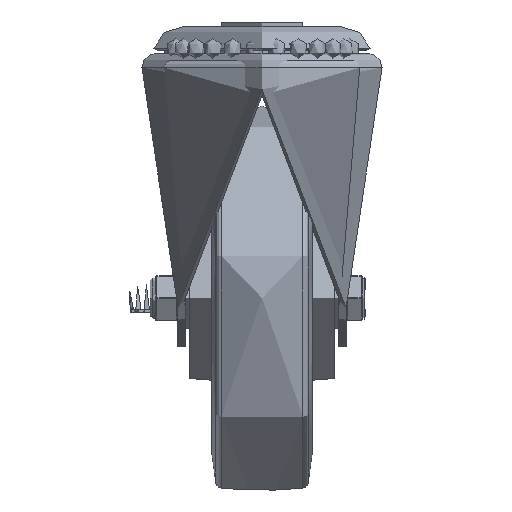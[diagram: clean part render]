
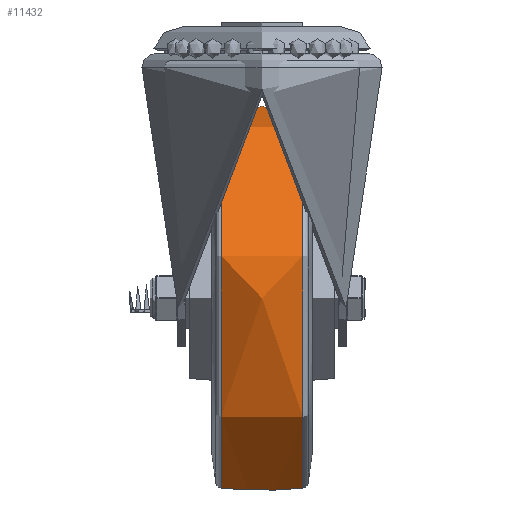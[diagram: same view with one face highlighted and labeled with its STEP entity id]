
A CAD part, left-side view. The second image highlights one B-rep face of the part: STEP entity #11432.
In plain terms, the highlighted free-form (B-spline) face has degree [2, 2] with [3, 9] control points.
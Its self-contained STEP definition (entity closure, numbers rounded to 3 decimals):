
#29=(
BOUNDED_SURFACE()
B_SPLINE_SURFACE(2,2,((#17326,#17327,#17328,#17329,#17330,#17331,#17332,
#17333,#17334),(#17335,#17336,#17337,#17338,#17339,#17340,#17341,#17342,
#17343),(#17344,#17345,#17346,#17347,#17348,#17349,#17350,#17351,#17352)),
 .UNSPECIFIED.,.F.,.T.,.F.)
B_SPLINE_SURFACE_WITH_KNOTS((3,3),(3,2,2,2,3),(-0.094,0.094),
(-3.142,-1.571,0.,1.571,3.142),
 .UNSPECIFIED.)
GEOMETRIC_REPRESENTATION_ITEM()
RATIONAL_B_SPLINE_SURFACE(((1.,0.707,1.,0.707,1.,
0.707,1.,0.707,1.),(0.996,0.704,
0.996,0.704,0.996,0.704,
0.996,0.704,0.996),(1.,0.707,
1.,0.707,1.,0.707,1.,0.707,1.)))
REPRESENTATION_ITEM('')
SURFACE()
);
#2693=FACE_OUTER_BOUND('',#3402,.T.);
#3402=EDGE_LOOP('',(#8248,#8249,#8250,#8251));
#4193=CIRCLE('',#12449,79.199);
#4194=CIRCLE('',#12450,181.);
#4195=CIRCLE('',#12451,79.199);
#5187=VERTEX_POINT('',#17353);
#5188=VERTEX_POINT('',#17355);
#6368=EDGE_CURVE('',#5187,#5187,#4193,.T.);
#6369=EDGE_CURVE('',#5187,#5188,#4194,.T.);
#6370=EDGE_CURVE('',#5188,#5188,#4195,.T.);
#8248=ORIENTED_EDGE('',*,*,#6368,.F.);
#8249=ORIENTED_EDGE('',*,*,#6369,.T.);
#8250=ORIENTED_EDGE('',*,*,#6370,.F.);
#8251=ORIENTED_EDGE('',*,*,#6369,.F.);
#11432=ADVANCED_FACE('',(#2693),#29,.F.);
#12449=AXIS2_PLACEMENT_3D('',#17354,#13833,#13834);
#12450=AXIS2_PLACEMENT_3D('',#17356,#13835,#13836);
#12451=AXIS2_PLACEMENT_3D('',#17357,#13837,#13838);
#13833=DIRECTION('center_axis',(0.,1.,0.));
#13834=DIRECTION('ref_axis',(0.,0.,
-1.));
#13835=DIRECTION('center_axis',(-1.,0.,0.));
#13836=DIRECTION('ref_axis',(0.,0.,
-1.));
#13837=DIRECTION('center_axis',(0.,-1.,0.));
#13838=DIRECTION('ref_axis',(0.,0.,
-1.));
#17326=CARTESIAN_POINT('Ctrl Pts',(0.,-17.014,
-79.199));
#17327=CARTESIAN_POINT('Ctrl Pts',(-79.199,-17.014,
-79.199));
#17328=CARTESIAN_POINT('Ctrl Pts',(-79.199,-17.014,
0.));
#17329=CARTESIAN_POINT('Ctrl Pts',(-79.199,-17.014,
79.199));
#17330=CARTESIAN_POINT('Ctrl Pts',(0.,-17.014,
79.199));
#17331=CARTESIAN_POINT('Ctrl Pts',(79.199,-17.014,79.199));
#17332=CARTESIAN_POINT('Ctrl Pts',(79.199,-17.014,0.));
#17333=CARTESIAN_POINT('Ctrl Pts',(79.199,-17.014,-79.199));
#17334=CARTESIAN_POINT('Ctrl Pts',(0.,-17.014,
-79.199));
#17335=CARTESIAN_POINT('Ctrl Pts',(0.,0.,
-80.805));
#17336=CARTESIAN_POINT('Ctrl Pts',(-80.805,0.,
-80.805));
#17337=CARTESIAN_POINT('Ctrl Pts',(-80.805,0.,
0.));
#17338=CARTESIAN_POINT('Ctrl Pts',(-80.805,0.,
80.805));
#17339=CARTESIAN_POINT('Ctrl Pts',(0.,0.,
80.805));
#17340=CARTESIAN_POINT('Ctrl Pts',(80.805,0.,
80.805));
#17341=CARTESIAN_POINT('Ctrl Pts',(80.805,0.,
0.));
#17342=CARTESIAN_POINT('Ctrl Pts',(80.805,0.,
-80.805));
#17343=CARTESIAN_POINT('Ctrl Pts',(0.,0.,
-80.805));
#17344=CARTESIAN_POINT('Ctrl Pts',(0.,17.014,
-79.199));
#17345=CARTESIAN_POINT('Ctrl Pts',(-79.199,17.014,-79.199));
#17346=CARTESIAN_POINT('Ctrl Pts',(-79.199,17.014,0.));
#17347=CARTESIAN_POINT('Ctrl Pts',(-79.199,17.014,79.199));
#17348=CARTESIAN_POINT('Ctrl Pts',(0.,17.014,
79.199));
#17349=CARTESIAN_POINT('Ctrl Pts',(79.199,17.014,79.199));
#17350=CARTESIAN_POINT('Ctrl Pts',(79.199,17.014,0.));
#17351=CARTESIAN_POINT('Ctrl Pts',(79.199,17.014,-79.199));
#17352=CARTESIAN_POINT('Ctrl Pts',(0.,17.014,
-79.199));
#17353=CARTESIAN_POINT('',(0.,17.014,-79.199));
#17354=CARTESIAN_POINT('Origin',(0.,17.014,
0.));
#17355=CARTESIAN_POINT('',(0.,-17.014,-79.199));
#17356=CARTESIAN_POINT('Origin',(0.,0.,
101.));
#17357=CARTESIAN_POINT('Origin',(0.,-17.014,
0.));
